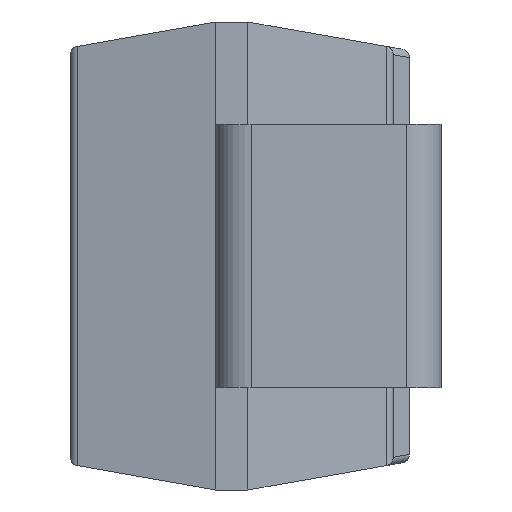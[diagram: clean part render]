
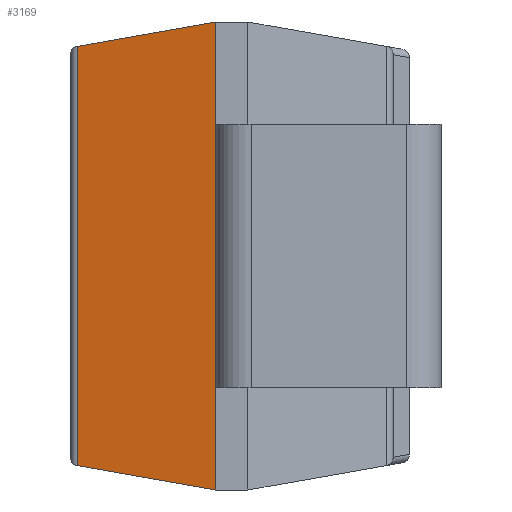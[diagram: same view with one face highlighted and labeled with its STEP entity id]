
A CAD part, left-side view. The second image highlights one B-rep face of the part: STEP entity #3169.
In plain terms, the highlighted planar face has unit normal (-0.985, 0.174, 0).
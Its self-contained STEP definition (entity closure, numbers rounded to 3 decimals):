
#12 = ORIENTED_EDGE ( 'NONE', *, *, #3868, .F. ) ;
#57 = DIRECTION ( 'NONE',  ( 0., 0., -1. ) ) ;
#67 = AXIS2_PLACEMENT_3D ( 'NONE', #986, #4074, #550 ) ;
#203 = VECTOR ( 'NONE', #57, 1000. ) ;
#305 = VERTEX_POINT ( 'NONE', #4754 ) ;
#550 = DIRECTION ( 'NONE',  ( 0.174, 0.985, 0. ) ) ;
#569 = ORIENTED_EDGE ( 'NONE', *, *, #3127, .T. ) ;
#608 = EDGE_CURVE ( 'NONE', #3021, #3474, #2552, .T. ) ;
#636 = ORIENTED_EDGE ( 'NONE', *, *, #608, .F. ) ;
#840 = CARTESIAN_POINT ( 'NONE',  ( -2.3, 1.2, -1.45 ) ) ;
#986 = CARTESIAN_POINT ( 'NONE',  ( -2.3, 1.2, 1.45 ) ) ;
#1077 = CARTESIAN_POINT ( 'NONE',  ( -2.3, 1.2, -0.815 ) ) ;
#1089 = CARTESIAN_POINT ( 'NONE',  ( -2.215, 1.681, -1.365 ) ) ;
#1396 = FACE_OUTER_BOUND ( 'NONE', #1957, .T. ) ;
#1912 = VECTOR ( 'NONE', #3015, 1000. ) ;
#1957 = EDGE_LOOP ( 'NONE', ( #3724, #569, #12, #4075, #636, #2364 ) ) ;
#1974 = LINE ( 'NONE', #2505, #2293 ) ;
#2293 = VECTOR ( 'NONE', #4138, 1000. ) ;
#2318 = VERTEX_POINT ( 'NONE', #840 ) ;
#2344 = VECTOR ( 'NONE', #4704, 1000. ) ;
#2364 = ORIENTED_EDGE ( 'NONE', *, *, #4455, .F. ) ;
#2416 = EDGE_CURVE ( 'NONE', #3474, #2318, #3900, .T. ) ;
#2470 = CARTESIAN_POINT ( 'NONE',  ( -2.3, 1.2, 1.45 ) ) ;
#2503 = CARTESIAN_POINT ( 'NONE',  ( -2.3, 1.2, 0.815 ) ) ;
#2505 = CARTESIAN_POINT ( 'NONE',  ( -2.149, 2.059, -1.291 ) ) ;
#2552 = LINE ( 'NONE', #2503, #3358 ) ;
#2642 = DIRECTION ( 'NONE',  ( 0., 0., -1. ) ) ;
#3015 = DIRECTION ( 'NONE',  ( 0.171, 0.97, 0.171 ) ) ;
#3021 = VERTEX_POINT ( 'NONE', #4986 ) ;
#3027 = VERTEX_POINT ( 'NONE', #3760 ) ;
#3127 = EDGE_CURVE ( 'NONE', #3027, #305, #1974, .T. ) ;
#3169 = ADVANCED_FACE ( 'NONE', ( #1396 ), #3333, .F. ) ;
#3195 = VERTEX_POINT ( 'NONE', #2470 ) ;
#3333 = PLANE ( 'NONE',  #67 ) ;
#3358 = VECTOR ( 'NONE', #2642, 1000. ) ;
#3428 = LINE ( 'NONE', #4742, #2344 ) ;
#3474 = VERTEX_POINT ( 'NONE', #1077 ) ;
#3724 = ORIENTED_EDGE ( 'NONE', *, *, #4767, .T. ) ;
#3760 = CARTESIAN_POINT ( 'NONE',  ( -2.149, 2.059, 1.299 ) ) ;
#3821 = CARTESIAN_POINT ( 'NONE',  ( -2.3, 1.2, 1.45 ) ) ;
#3868 = EDGE_CURVE ( 'NONE', #2318, #305, #4483, .T. ) ;
#3900 = LINE ( 'NONE', #4868, #203 ) ;
#4074 = DIRECTION ( 'NONE',  ( 0.985, -0.174, 0. ) ) ;
#4075 = ORIENTED_EDGE ( 'NONE', *, *, #2416, .F. ) ;
#4138 = DIRECTION ( 'NONE',  ( 0., 0., -1. ) ) ;
#4210 = DIRECTION ( 'NONE',  ( 0.171, 0.97, -0.171 ) ) ;
#4305 = LINE ( 'NONE', #3821, #4682 ) ;
#4455 = EDGE_CURVE ( 'NONE', #3195, #3021, #3428, .T. ) ;
#4483 = LINE ( 'NONE', #1089, #1912 ) ;
#4682 = VECTOR ( 'NONE', #4210, 1000. ) ;
#4704 = DIRECTION ( 'NONE',  ( 0., 0., -1. ) ) ;
#4742 = CARTESIAN_POINT ( 'NONE',  ( -2.3, 1.2, 1.45 ) ) ;
#4754 = CARTESIAN_POINT ( 'NONE',  ( -2.149, 2.059, -1.299 ) ) ;
#4767 = EDGE_CURVE ( 'NONE', #3195, #3027, #4305, .T. ) ;
#4868 = CARTESIAN_POINT ( 'NONE',  ( -2.3, 1.2, 1.45 ) ) ;
#4986 = CARTESIAN_POINT ( 'NONE',  ( -2.3, 1.2, 0.815 ) ) ;
